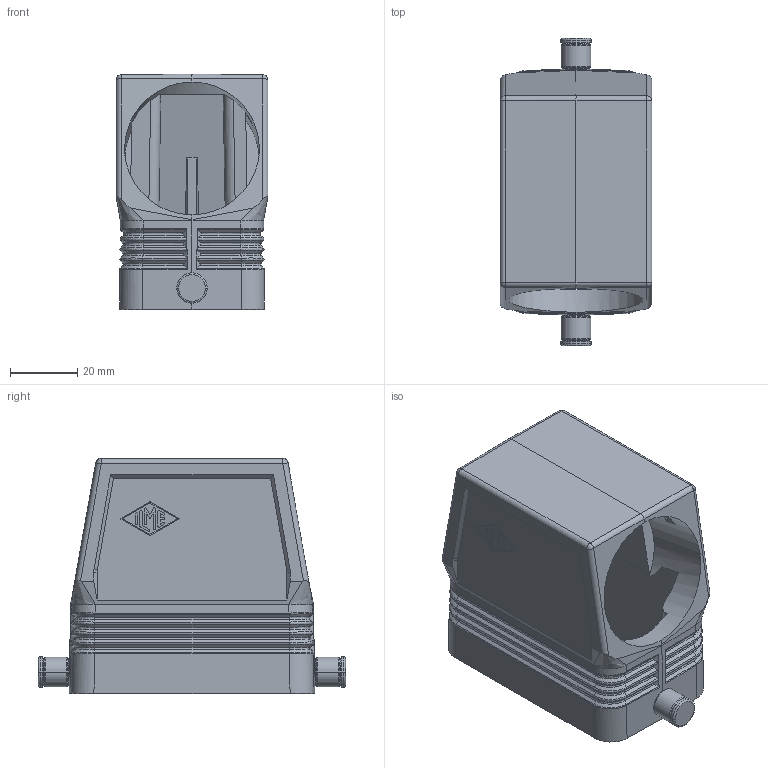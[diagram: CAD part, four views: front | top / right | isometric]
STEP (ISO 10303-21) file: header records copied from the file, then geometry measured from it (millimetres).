
FILE_DESCRIPTION(('Creo Elements/Direct Modeling STEP Export'),'2;1');
FILE_NAME('0ln7uvk45ckg9m43980','2016-10-25T 9:01:13',(''),(''),'PTC Creo Elements/Direct Modeling STEP processor for AP214 (Solid Model)','PTC Creo Elements/Direct Modeling 19.0E 27-Jun-2016 (C) Parametric Technology GmbH','');
FILE_SCHEMA(('AUTOMOTIVE_DESIGN { 1 0 10303 214 1 1 1 1 }'));
Products named in the file (2): MFO_10_L40
Assembly tree (1 placements, depth 2):
  MFO_10_L40
    MFO_10_L40
Bounding box: 45 x 91.19 x 70 mm (x, y, z)
Volume: 61173.8 mm3; surface area: 32868.1 mm2
Topology: 1 solids, 1 shells, 410 faces, 1018 edges, 626 vertices
Faces by surface type: plane 155, bspline 103, cylinder 88, extrusion 28, torus 20, cone 12, sphere 4
Entity records: 40745 total; most frequent: CARTESIAN_POINT 29032, ORIENTED_EDGE 2028, DIRECTION 1326, EDGE_CURVE 1014, VERTEX_POINT 626, VECTOR 508, LINE 480, EDGE_LOOP 432
